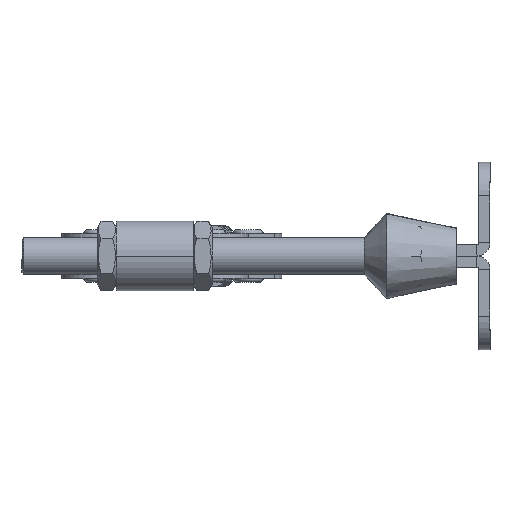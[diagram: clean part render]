
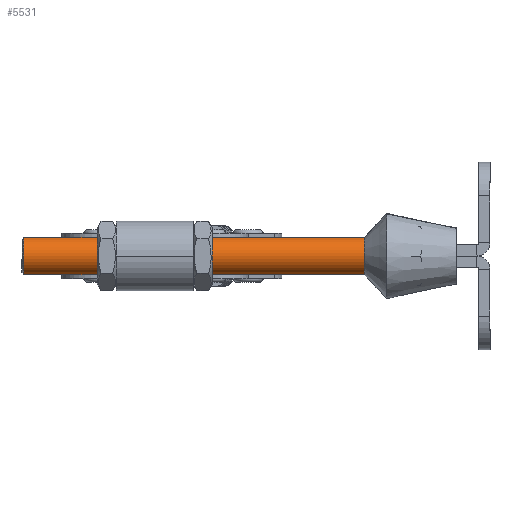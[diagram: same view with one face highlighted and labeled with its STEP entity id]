
A CAD part, left-side view. The second image highlights one B-rep face of the part: STEP entity #5531.
In plain terms, the highlighted cylindrical face has radius 5 mm (diameter 10 mm), a partial arc.
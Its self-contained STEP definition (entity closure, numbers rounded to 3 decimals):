
#1186 = DIRECTION ( 'NONE',  ( 0., 0., -1. ) ) ;
#1189 = DIRECTION ( 'NONE',  ( -1., 0., 0. ) ) ;
#1190 = CARTESIAN_POINT ( 'NONE',  ( 106.08, 0., 0. ) ) ;
#1702 = AXIS2_PLACEMENT_3D ( 'NONE', #7062, #7060, #7058 ) ;
#3024 = EDGE_CURVE ( 'NONE', #13963, #17012, #10742, .T. ) ;
#3026 = EDGE_CURVE ( 'NONE', #16834, #6039, #10743, .T. ) ;
#3027 = EDGE_CURVE ( 'NONE', #17012, #6039, #10746, .T. ) ;
#3076 = EDGE_CURVE ( 'NONE', #16834, #13963, #20128, .T. ) ;
#3195 = EDGE_LOOP ( 'NONE', ( #15545, #15546, #15547, #15548 ) ) ;
#4609 = AXIS2_PLACEMENT_3D ( 'NONE', #1190, #1189, #1186 ) ;
#4625 = AXIS2_PLACEMENT_3D ( 'NONE', #19973, #19972, #19971 ) ;
#5531 = ADVANCED_FACE ( 'NONE', ( #20445 ), #20451, .T. ) ;
#6039 = VERTEX_POINT ( 'NONE', #21300 ) ;
#7058 = DIRECTION ( 'NONE',  ( 0., 0., 1. ) ) ;
#7060 = DIRECTION ( 'NONE',  ( -1., 0., 0. ) ) ;
#7062 = CARTESIAN_POINT ( 'NONE',  ( 106.58, 0., 0. ) ) ;
#10742 = LINE ( 'NONE', #19984, #10745 ) ;
#10743 = LINE ( 'NONE', #19999, #10749 ) ;
#10745 = VECTOR ( 'NONE', #19988, 1000. ) ;
#10746 = CIRCLE ( 'NONE', #4625, 5. ) ;
#10749 = VECTOR ( 'NONE', #19980, 1000. ) ;
#13963 = VERTEX_POINT ( 'NONE', #23475 ) ;
#15545 = ORIENTED_EDGE ( 'NONE', *, *, #3076, .T. ) ;
#15546 = ORIENTED_EDGE ( 'NONE', *, *, #3024, .T. ) ;
#15547 = ORIENTED_EDGE ( 'NONE', *, *, #3027, .T. ) ;
#15548 = ORIENTED_EDGE ( 'NONE', *, *, #3026, .F. ) ;
#16834 = VERTEX_POINT ( 'NONE', #23542 ) ;
#17012 = VERTEX_POINT ( 'NONE', #23655 ) ;
#19971 = DIRECTION ( 'NONE',  ( 0., 0., -1. ) ) ;
#19972 = DIRECTION ( 'NONE',  ( 1., 0., 0. ) ) ;
#19973 = CARTESIAN_POINT ( 'NONE',  ( 6.58, 0., 0. ) ) ;
#19980 = DIRECTION ( 'NONE',  ( -1., 0., 0. ) ) ;
#19984 = CARTESIAN_POINT ( 'NONE',  ( 106.58, 0., -5. ) ) ;
#19988 = DIRECTION ( 'NONE',  ( -1., 0., 0. ) ) ;
#19999 = CARTESIAN_POINT ( 'NONE',  ( 106.58, 0., 5. ) ) ;
#20128 = CIRCLE ( 'NONE', #4609, 5. ) ;
#20445 = FACE_OUTER_BOUND ( 'NONE', #3195, .T. ) ;
#20451 = CYLINDRICAL_SURFACE ( 'NONE', #1702, 5. ) ;
#21300 = CARTESIAN_POINT ( 'NONE',  ( 6.58, 0., 5. ) ) ;
#23475 = CARTESIAN_POINT ( 'NONE',  ( 106.08, 0., -5. ) ) ;
#23542 = CARTESIAN_POINT ( 'NONE',  ( 106.08, 0., 5. ) ) ;
#23655 = CARTESIAN_POINT ( 'NONE',  ( 6.58, 0., -5. ) ) ;
